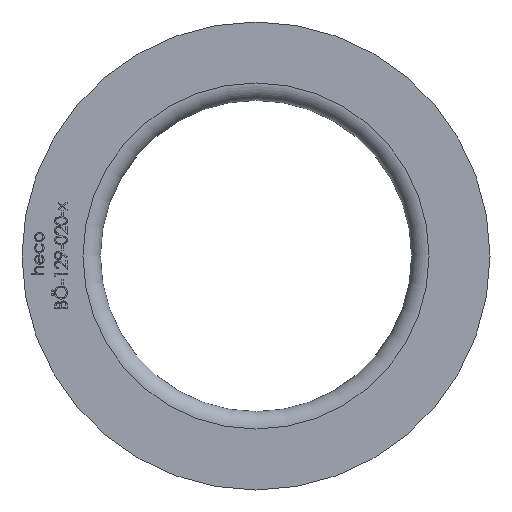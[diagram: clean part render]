
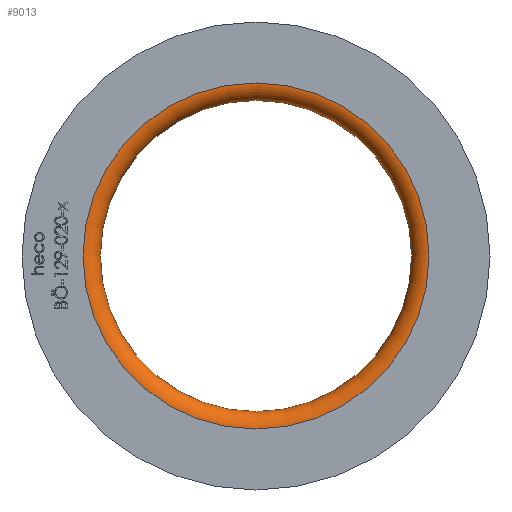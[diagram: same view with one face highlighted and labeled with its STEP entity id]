
A CAD part, left-side view. The second image highlights one B-rep face of the part: STEP entity #9013.
In plain terms, the highlighted toroidal (fillet/blend) face has major radius 69.5 mm and minor radius 7 mm.
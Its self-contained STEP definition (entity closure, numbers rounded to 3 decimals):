
#2494 = EDGE_CURVE ( 'NONE', #5953, #5953, #13556, .T. ) ;
#3480 = DIRECTION ( 'NONE',  ( -1., 0., 0. ) ) ;
#3609 = FACE_OUTER_BOUND ( 'NONE', #12643, .T. ) ;
#3749 = AXIS2_PLACEMENT_3D ( 'NONE', #10336, #5977, #13610 ) ;
#3899 = DIRECTION ( 'NONE',  ( 0., 0., 1. ) ) ;
#5878 = VERTEX_POINT ( 'NONE', #9422 ) ;
#5953 = VERTEX_POINT ( 'NONE', #11624 ) ;
#5977 = DIRECTION ( 'NONE',  ( -1., 0., 0. ) ) ;
#6080 = CARTESIAN_POINT ( 'NONE',  ( 7., 0., 0. ) ) ;
#7494 = CIRCLE ( 'NONE', #3749, 69.5 ) ;
#8379 = ORIENTED_EDGE ( 'NONE', *, *, #2494, .F. ) ;
#8678 = ORIENTED_EDGE ( 'NONE', *, *, #9414, .T. ) ;
#8717 = EDGE_LOOP ( 'NONE', ( #8379 ) ) ;
#9013 = ADVANCED_FACE ( 'NONE', ( #9323, #3609 ), #14507, .T. ) ;
#9111 = AXIS2_PLACEMENT_3D ( 'NONE', #10228, #3480, #9255 ) ;
#9255 = DIRECTION ( 'NONE',  ( 0., 0., 1. ) ) ;
#9323 = FACE_OUTER_BOUND ( 'NONE', #8717, .T. ) ;
#9414 = EDGE_CURVE ( 'NONE', #5878, #5878, #7494, .T. ) ;
#9422 = CARTESIAN_POINT ( 'NONE',  ( 0., 0., 69.5 ) ) ;
#10228 = CARTESIAN_POINT ( 'NONE',  ( 7., 0., 0. ) ) ;
#10336 = CARTESIAN_POINT ( 'NONE',  ( 0., 0., 0. ) ) ;
#11624 = CARTESIAN_POINT ( 'NONE',  ( 7., 0., 62.5 ) ) ;
#12643 = EDGE_LOOP ( 'NONE', ( #8678 ) ) ;
#13353 = AXIS2_PLACEMENT_3D ( 'NONE', #6080, #13929, #3899 ) ;
#13556 = CIRCLE ( 'NONE', #9111, 62.5 ) ;
#13610 = DIRECTION ( 'NONE',  ( 0., 0., 1. ) ) ;
#13929 = DIRECTION ( 'NONE',  ( -1., 0., 0. ) ) ;
#14507 = TOROIDAL_SURFACE ( 'NONE', #13353, 69.5, 7. ) ;
